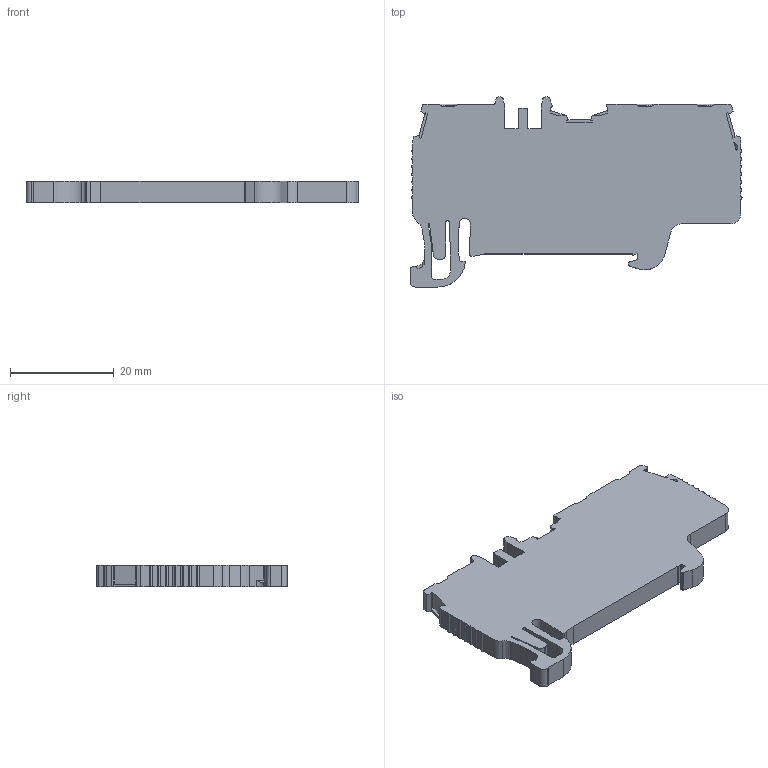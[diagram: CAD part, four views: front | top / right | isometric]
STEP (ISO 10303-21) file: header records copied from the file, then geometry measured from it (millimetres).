
FILE_DESCRIPTION (( 'STEP AP214' ), '1' );
FILE_NAME ('307039_PYK 1.5E_Grey.STP', '2014-01-17T08:01:42', ( 'arge' ), ( 'Microsoft' ), 'SwSTEP 2.0', 'SolidWorks 2013', '' );
FILE_SCHEMA (( 'AUTOMOTIVE_DESIGN' ));
Length unit declared in the file: millimetre
Products named in the file (1): 307039_PYK 1.5E_Grey
Bounding box: 63.93 x 36.6 x 4.15 mm (x, y, z)
Volume: 6959.1 mm3; surface area: 4644.6 mm2
Topology: 1 solids, 1 shells, 301 faces, 858 edges, 563 vertices
Faces by surface type: plane 159, cylinder 117, cone 23, bspline 2
Entity records: 12871 total; most frequent: CARTESIAN_POINT 1936, ORIENTED_EDGE 1716, DIRECTION 1660, EDGE_CURVE 858, VERTEX_POINT 563, LINE 558, VECTOR 558, AXIS2_PLACEMENT_3D 551
